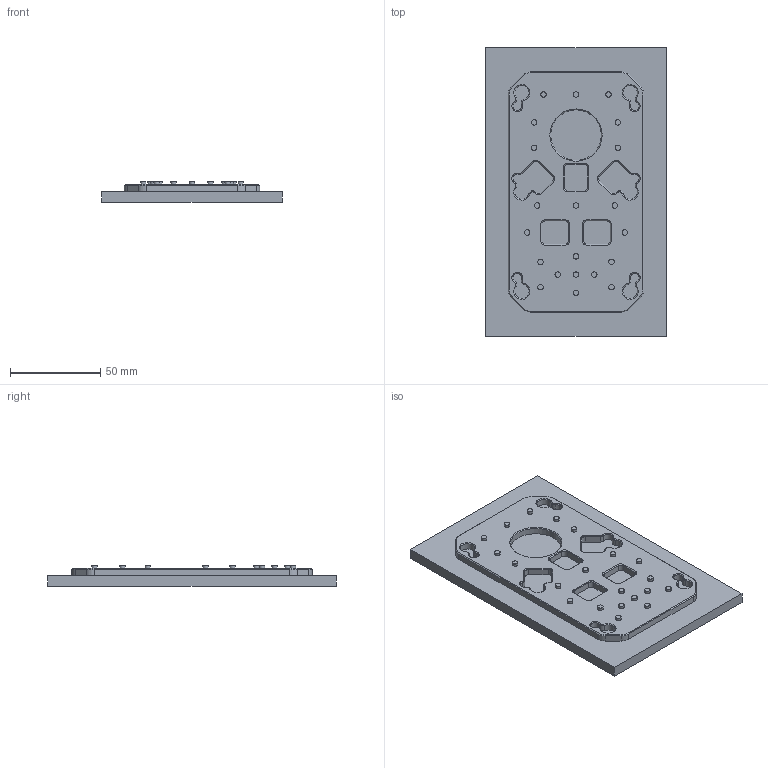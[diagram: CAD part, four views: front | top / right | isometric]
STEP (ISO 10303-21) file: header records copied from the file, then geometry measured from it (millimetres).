
FILE_DESCRIPTION(('FreeCAD Model'),'2;1');
FILE_NAME('Open CASCADE Shape Model','2021-01-15T19:26:50',('Author'),( ''),'Open CASCADE STEP processor 7.4','FreeCAD','Unknown');
FILE_SCHEMA(('AUTOMOTIVE_DESIGN { 1 0 10303 214 1 1 1 1 }'));
Length unit declared in the file: millimetre
Products named in the file (1): Convex
Bounding box: 100 x 160 x 11.5 mm (x, y, z)
Volume: 127017.5 mm3; surface area: 38871.5 mm2
Topology: 1 solids, 1 shells, 221 faces, 480 edges, 293 vertices
Faces by surface type: plane 94, cylinder 74, cone 53
Full cylindrical faces by diameter (mm): 3 x21, 28 x1
Entity records: 6008 total; most frequent: DIRECTION 1124, CARTESIAN_POINT 996, ORIENTED_EDGE 960, EDGE_CURVE 480, AXIS2_PLACEMENT_3D 423, VERTEX_POINT 293, LINE 278, VECTOR 278
